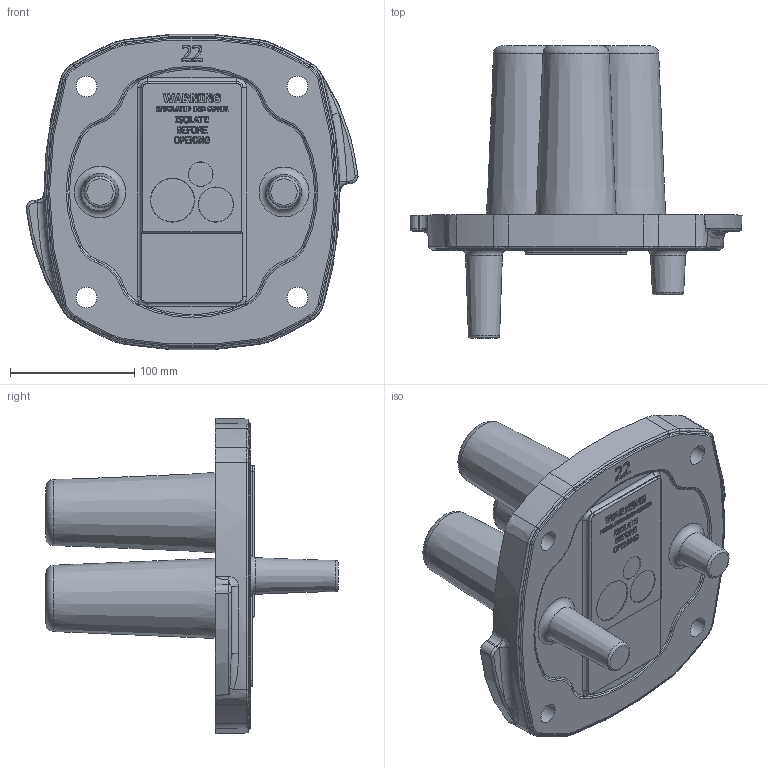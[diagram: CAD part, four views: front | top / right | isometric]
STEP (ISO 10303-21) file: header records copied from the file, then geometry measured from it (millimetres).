
FILE_DESCRIPTION(/* description */ (''),/* implementation_level */ '2;1');
FILE_NAME(/* name */ '22 INS End Cover.stp',/* time_stamp */ '2021-02-24T13:49:21+10:00',/* author */ ('c.taylor012'),/* organization */ (''),/* preprocessor_version */ 'ST-DEVELOPER v16.5',/* originating_system */ 'Autodesk Inventor 2017',/* authorisation */ '');
FILE_SCHEMA (('AUTOMOTIVE_DESIGN { 1 0 10303 214 3 1 1 }'));
Length unit declared in the file: millimetre
Products named in the file (3): RS542; 3064_Customer Fudge; 2559/2558 BLANK
Assembly tree (4 placements, depth 2):
  RS542
    3064_Customer Fudge  x3
    2559/2558 BLANK
Bounding box: 266.98 x 235 x 253.36 mm (x, y, z)
Volume: 2698343.1 mm3; surface area: 237880.1 mm2
Topology: 4 solids, 4 shells, 1492 faces, 3553 edges, 2108 vertices
Faces by surface type: bspline 482, plane 479, cylinder 428, torus 81, cone 22
Full cylindrical faces by diameter (mm): 16.5 x4, 19.6 x1, 28 x1, 35 x1
Entity records: 57275 total; most frequent: CARTESIAN_POINT 25362, ORIENTED_EDGE 6990, DIRECTION 5793, EDGE_CURVE 3495, VERTEX_POINT 2098, AXIS2_PLACEMENT_3D 1978, LINE 1837, VECTOR 1837
